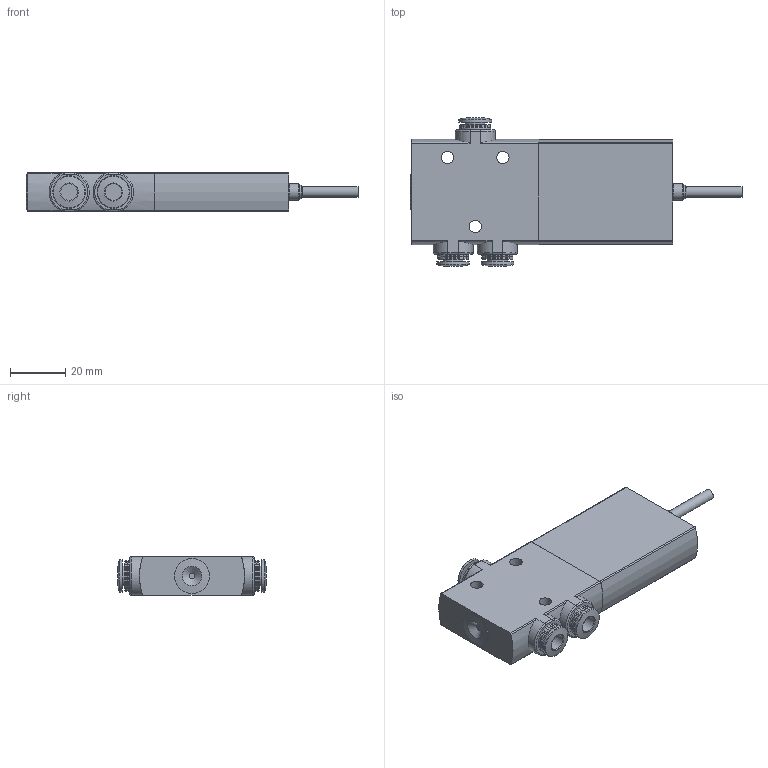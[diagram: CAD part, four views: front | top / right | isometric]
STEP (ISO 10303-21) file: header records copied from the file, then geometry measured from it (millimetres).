
FILE_DESCRIPTION(/* description */ ('STEP AP214'),/* implementation_level */ '2;1');
FILE_NAME(/* name */ '525153_MHE3-MS1H-3_2G-QS-6-K',/* time_stamp */ '2024-09-05T14:18:17+02:00',/* author */ ('License CC BY-ND 4.0'),/* organization */ ('CADENAS'),/* preprocessor_version */ 'ST-DEVELOPER v19.3',/* originating_system */ 'PARTsolutions',/* authorisation */ ' ');
FILE_SCHEMA (('AUTOMOTIVE_DESIGN {1 0 10303 214 3 1 1}'));
Length unit declared in the file: millimetre
Products named in the file (1): 525153 MHE3-MS1H-3/2G-QS-6-K
Bounding box: 120.09 x 53.6 x 14 mm (x, y, z)
Volume: 50218.5 mm3; surface area: 13394.2 mm2
Topology: 1 solids, 1 shells, 109 faces, 240 edges, 146 vertices
Faces by surface type: cylinder 55, plane 22, torus 18, cone 14
Full cylindrical faces by diameter (mm): 3.9 x1, 4.5 x3, 5 x1, 6 x4, 7.4 x3, 11.2 x6, 11.8 x3, 12.6 x1
Entity records: 3585 total; most frequent: CARTESIAN_POINT 576, DIRECTION 478, ORIENTED_EDGE 378, AXIS2_PLACEMENT_3D 209, EDGE_CURVE 189, EDGE_LOOP 176, FACE_BOUND 176, VERTEX_POINT 143
